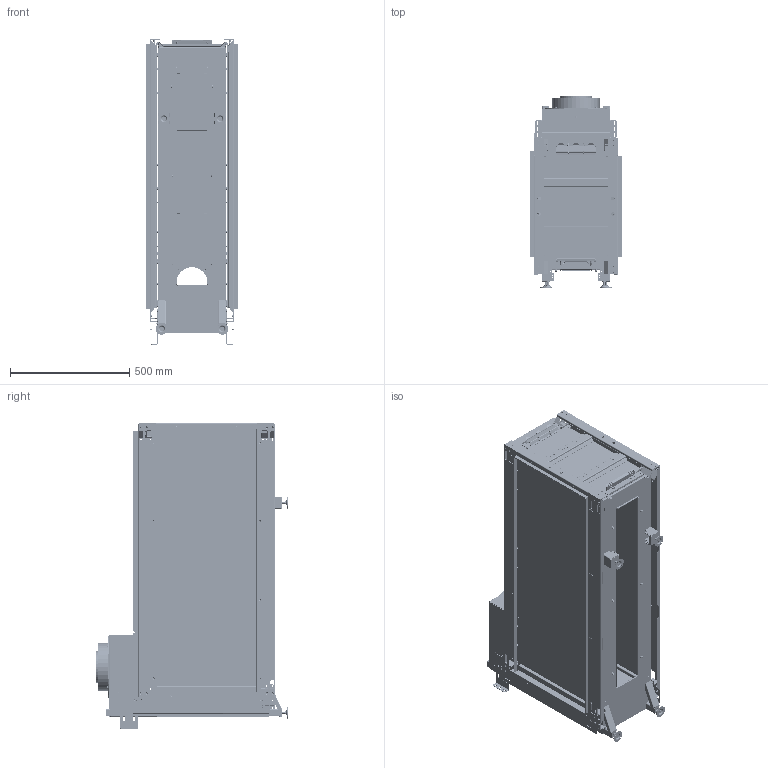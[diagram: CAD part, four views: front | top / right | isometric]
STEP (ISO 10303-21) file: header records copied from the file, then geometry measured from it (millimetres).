
FILE_DESCRIPTION (( 'STEP AP214' ), '1' );
FILE_NAME ('Fire_Assembly_BM-1100-RD-Tunnel.STEP', '2026-01-19T13:24:16', ( '' ), ( '' ), 'SwSTEP 2.0', 'SolidWorks 2025', '' );
FILE_SCHEMA (( 'AUTOMOTIVE_DESIGN' ));
Length unit declared in the file: millimetre
Products named in the file (70): Window_Bracket_Top_Sub-Assy_GI_165 lg RD End; Frame_Support_Bracket_Corner_P_VLS 1100; M5_PEM_Fixing_M5x10 PEM Fixing; Window_Blank_Stiffener_Peis_01_Bay_See Through; Frame_Rear_Folding_Peis_02_See Trough; Baffle_Top_Sub-Assy_Peis_02_1100 RD inc Flue Sample; Frame_Support_Bracket_Rear_Peis_01; Window_Bracket_Top_Assembly_GI_165 lg RD End; M4_Hexsert_M4 Hexsert; Window_Clamp_Top_Peis_01; Window_Blank_Folding_Peis_02_ST; Base_Folding_Peis02_Alternate; M8_Nutsert; Flue_Adapter_Non-DuraVent_Ø130_Bofill; Delayed_Ignition_Gasket_Top_Peis_01; Leg_Bracing_Sub-Assy_Peis_02; Delayed_Ignition_Sub-Assy_Top_Peis_01; Frame_Support_Bracket_Assy_Corner_P_VLS 1100; Fire_Assy_Peis_02_Alternate_Vision Line Superior 110 See Through inc Flue Sample - Simplified for STEP; Flue_Inner_Ø130_Non-DuraVent_Adapter_Flue Inner Ø130 x 255 lg Bofill; Foot_Sub-Assy_Peis_01_50 Long; Window_Clamp_Bottom_Peis_01; Lining_Clamp_Lower_Peis_01; Fixing_Bracket_Peis_02; Frame_Support_Assy_Rear_Peis_01; Top_Strengthener_E4-11; Window_Bracket_Bottom_Assembly_Peis_01_Window Bracket Bottom Assy 7mm set Thick Rope; M6_Hexsert_M6 Hexsert; Window_Blank_Weldment_Peis_02_ST_Lining; Frame_Support_Bracket_1100_5S_VLS 1100; Window_Blank_End_Folding_Top_Peis_01_Bay_See Through; Flue_Gasket_Inner_DuraVent_5Inch; M5_Hex_Hd_Flange_Bolt_M5 x 12 Hex Hd Flange Bolt; Flue_Adapter_Assy_Non-DuraVent_Ø200_Flue Outer Ring Ø200 x 40 Bofill; Firebox_Weldment_Peis_02_Alternate_1100 RD with Flue Sample; Flue_Adapter_Assy_Non-DuraVent_Ø130_Flue Inner Ø130 x 255 lg Bofill; Window_Bracket_Bottom_Sub-Assy_Peis_01_Thicker Rope; Window_Clamp_Top_GI_165 lg; M8_Rivet_Bush_M8 Rivet Bush NP; Window_Trim_Peis_01_Front Vision Line Superior 110 Front Frame ...
Assembly tree (256 placements, depth 5):
  Fire_Assembly_BM-1100-RD-Tunnel
    Fire_Assy_Peis_02_Alternate_Vision Line Superior 110 See Through inc Flue Sample - Simplified for STEP
      Firebox_Weldment_Peis_02_Alternate_1100 RD with Flue Sample
        Firebox_Base_Sub-Assy_Peis_02_Alternative
          Base_Folding_Peis02_Alternate
          M6_Hexsert_M6 Hexsert  x6
          M5_Hexsert_M5 Hexsert  x26
        Firebox_Baffle_Sub-Assy_Peis_02_1100 RD with Flue Sample
          Baffle_Folding_Peis_02_1100 RD with Flue Sample
          Leg_Structural_Section_Peis_02  x2
          Baffle_Vertical_Member_Peis_02  x2
          M5_Hexsert_M5 Hexsert  x52
          M6_Hexsert_M6 Hexsert  x4
          M6_PEM_Fixing_M6x12 PEM  x2
          M5_PEM_Fixing_M5x10 PEM Fixing  x14
        Baffle_Top_Sub-Assy_Peis_02_1100 RD inc Flue Sample
          Baffle_Top_Folding_Peis_02_1100 RD inc Flue Sample
          M5_Hexsert_M5 Hexsert  x8
          M6_Hexsert_M6 Hexsert  x6
        Leg_Bracing_Sub-Assy_Peis_02  x2
          Leg_Bracing_Folding_Peis_02
          M8_Rivet_Bush_M8 Rivet Bush NP
        Top_Strengthener_E4-11
        Foot_Sub-Assy_Peis_01_50 Long  x2
          Foot_Folding_Peis_01_50 Long
          M8_Nutsert
      Flue_Gasket_Outer_DuraVent_8_Inch
      Flue_Gasket_Inner_DuraVent_5Inch
      M5_Hex_Hd_Flange_Bolt_M5 x 12 Hex Hd Flange Bolt  x8
      Flue_Connection_Kit_Bofill_130-200 200 Offset (Peis RD) - Adapter supressed for STEP
        Flue_Adapter_Assy_Non-DuraVent_Ø200_Flue Outer Ring Ø200 x 40 Bofill
          Flue_Adapter_Non-DuraVent_Ø200
          Flue_Outer_Ring_Ø200_Flue Outer Ring Ø200 x 40 Bofill
        Flue_Adapter_Assy_Non-DuraVent_Ø130_Flue Inner Ø130 x 255 lg Bofill
          Flue_Adapter_Non-DuraVent_Ø130_Bofill
          Flue_Inner_Ø130_Non-DuraVent_Adapter_Flue Inner Ø130 x 255 lg Bofill
      Delayed_Ignition_Sub-Assy_Top_Peis_01  x2
        Delayed_Ignition_Flap_Top_Peis_01
        Delayed_Ignition_Gasket_Top_Peis_01
      M8_Adjustable_Metal_Feet_Ø50 M8 x 50 Bolt Down  x4
      Glass_Panel_Peisselskabet_Front Panel Peisselskabet VL Superior 110  x2
      Fixing_Bracket_Peis_02  x2
      Frame_Support_Bracket_Assy_Corner_P_VLS 1100  x2
        Frame_Support_Bracket_Corner_P_VLS 1100
        M5_Hexsert_M5 Hexsert
        M4_Hexsert_M4 Hexsert
      Frame_Support_Bracket_Assy_1100_5S_VLS 1100  x2
        Frame_Support_Bracket_1100_5S_VLS 1100
        M5_Hexsert_M5 Hexsert
      Frame_Support_Assy_Rear_Peis_01_Wide  x2
        Frame_Support_Bracket_Rear_Peis_01_Wide
        M5_Hexsert_M5 Hexsert
      Frame_Support_Assy_Rear_Peis_01  x2
        Frame_Support_Bracket_Rear_Peis_01
        M5_Hexsert_M5 Hexsert
    Window_Blank_Kit_Peis_02_ST_Lining
      Window_Blank_Weldment_Peis_02_ST_Lining
        Window_Blank_Folding_Peis_02_ST
        Window_Blank_End_Folding_Top_Peis_01_Bay_See Through  x2
        Window_Blank_End_Folding_Bottom_Peis_01_Bay_See Through  x2
Bounding box: 387 x 803 x 1280.73 mm (x, y, z)
Volume: 11973550.9 mm3; surface area: 9408630.3 mm2
Topology: 256 solids, 256 shells, 16639 faces, 42087 edges, 26310 vertices
Faces by surface type: plane 11174, cylinder 3643, cone 1072, torus 424, bspline 310, sphere 16
Entity records: 132210 total; most frequent: CARTESIAN_POINT 26705, ORIENTED_EDGE 21442, DIRECTION 20763, EDGE_CURVE 10721, VECTOR 8307, LINE 8307, VERTEX_POINT 6701, AXIS2_PLACEMENT_3D 6228
